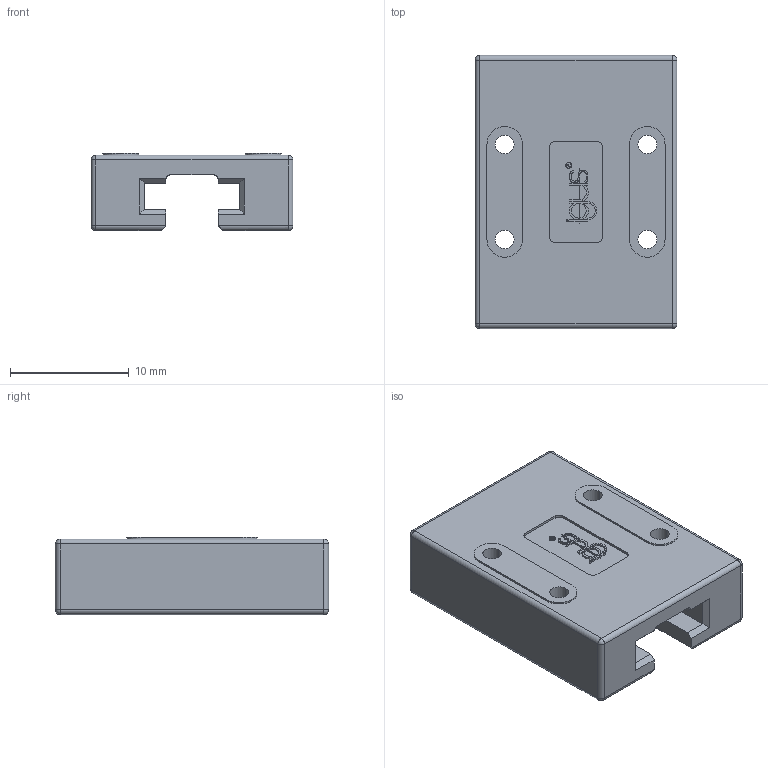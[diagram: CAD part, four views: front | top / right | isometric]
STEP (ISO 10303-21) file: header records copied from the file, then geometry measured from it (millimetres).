
FILE_DESCRIPTION(('STEP AP214'),'1');
FILE_NAME('cctmp_7FA0DFFE-F20C-41FB-91BC-4D986C54EC70_2024_03_29_16_42_45_0114_215904..stp','2024-03-29T15:42:45',('igus GmbH'),('CADClick - www.CADClick.com'),'Spatial InterOp 3D',' ','unknown authorization');
FILE_SCHEMA(('AUTOMOTIVE_DESIGN'));
Length unit declared in the file: millimetre
Products named in the file (2): 2024_03_29_16_42_45_0067; 2024_03_29_16_42_45_0114
Assembly tree (1 placements, depth 2):
  2024_03_29_16_42_45_0067
    2024_03_29_16_42_45_0114
Bounding box: 17 x 23 x 6.5 mm (x, y, z)
Volume: 1764 mm3; surface area: 1692.2 mm2
Topology: 1 solids, 1 shells, 177 faces, 465 edges, 294 vertices
Faces by surface type: plane 108, cylinder 61, sphere 8
Entity records: 6844 total; most frequent: DIRECTION 941, CARTESIAN_POINT 930, ORIENTED_EDGE 914, EDGE_CURVE 457, LINE 331, VECTOR 331, AXIS2_PLACEMENT_3D 305, VERTEX_POINT 294
